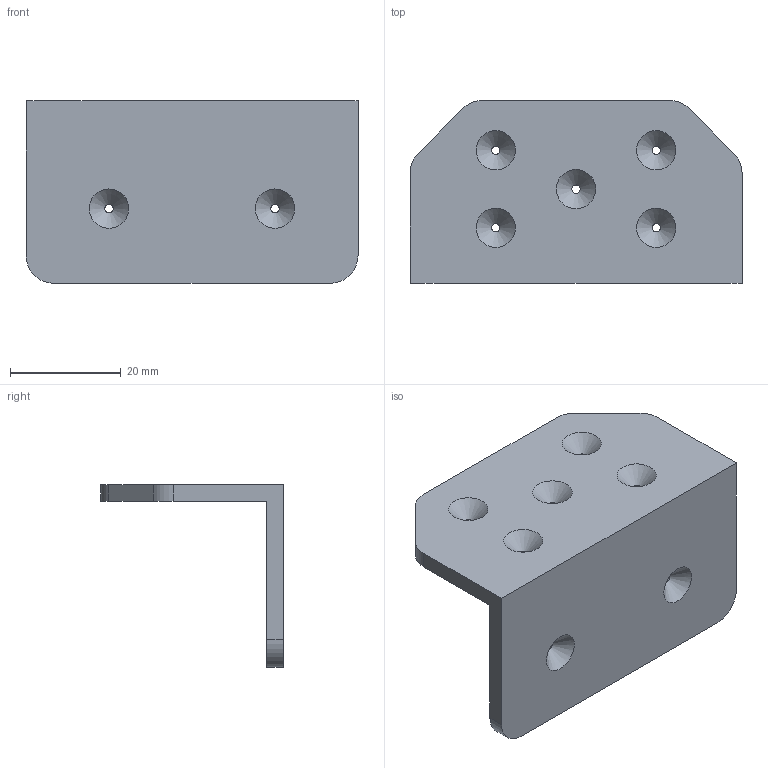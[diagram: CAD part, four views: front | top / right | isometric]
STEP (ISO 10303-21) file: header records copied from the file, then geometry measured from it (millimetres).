
FILE_DESCRIPTION(('FreeCAD Model'),'2;1');
FILE_NAME('Open CASCADE Shape Model','2024-07-15T20:20:50',(''),(''), 'Open CASCADE STEP processor 7.6','FreeCAD','Unknown');
FILE_SCHEMA(('AUTOMOTIVE_DESIGN { 1 0 10303 214 1 1 1 1 }'));
Length unit declared in the file: millimetre
Products named in the file (1): Schablone
Bounding box: 60 x 33 x 33 mm (x, y, z)
Volume: 10611 mm3; surface area: 8067.6 mm2
Topology: 1 solids, 1 shells, 30 faces, 77 edges, 49 vertices
Faces by surface type: cylinder 13, plane 10, cone 7
Full cylindrical faces by diameter (mm): 1.5 x7
Entity records: 1993 total; most frequent: CARTESIAN_POINT 359, DIRECTION 318, LINE 172, VECTOR 172, ORIENTED_EDGE 154, PCURVE 154, DEFINITIONAL_REPRESENTATION 154, EDGE_CURVE 77
